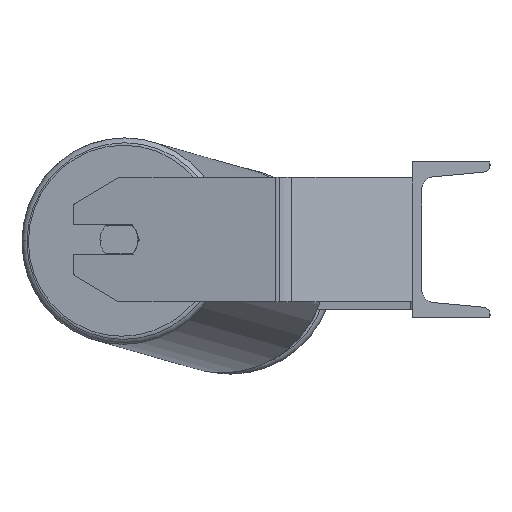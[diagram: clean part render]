
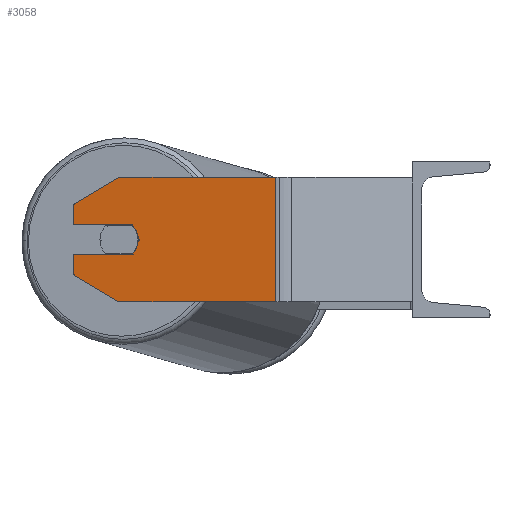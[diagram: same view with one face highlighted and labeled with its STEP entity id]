
A CAD part, left-side view. The second image highlights one B-rep face of the part: STEP entity #3058.
In plain terms, the highlighted planar face has unit normal (-0.985, 0.174, 0).
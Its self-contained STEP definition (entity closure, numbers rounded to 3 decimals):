
#67 = CARTESIAN_POINT ( 'NONE',  ( -608.655, 218.198, 40. ) ) ;
#77 = VERTEX_POINT ( 'NONE', #6852 ) ;
#186 = EDGE_CURVE ( 'NONE', #2376, #2476, #8327, .T. ) ;
#195 = AXIS2_PLACEMENT_3D ( 'NONE', #3085, #2355, #3094 ) ;
#465 = AXIS2_PLACEMENT_3D ( 'NONE', #3205, #6890, #7489 ) ;
#662 = DIRECTION ( 'NONE',  ( -0.15, -0.853, -0.5 ) ) ;
#796 = CARTESIAN_POINT ( 'NONE',  ( -608.655, 218.198, -40. ) ) ;
#850 = VERTEX_POINT ( 'NONE', #1570 ) ;
#881 = ORIENTED_EDGE ( 'NONE', *, *, #3550, .F. ) ;
#890 = DIRECTION ( 'NONE',  ( 0., 0., -1. ) ) ;
#981 = CARTESIAN_POINT ( 'NONE',  ( -608.655, 218.198, 9.5 ) ) ;
#1130 = EDGE_LOOP ( 'NONE', ( #5755, #5123, #5265, #2888, #881, #2230, #7269, #8069, #4462, #7047, #3947 ) ) ;
#1148 = CARTESIAN_POINT ( 'NONE',  ( -631.582, 88.17, 40. ) ) ;
#1161 = VERTEX_POINT ( 'NONE', #981 ) ;
#1179 = DIRECTION ( 'NONE',  ( -0.985, 0.174, 0. ) ) ;
#1239 = CARTESIAN_POINT ( 'NONE',  ( -608.655, 218.198, -9.5 ) ) ;
#1284 = DIRECTION ( 'NONE',  ( -0.174, -0.985, 0. ) ) ;
#1464 = DIRECTION ( 'NONE',  ( 0.15, 0.853, -0.5 ) ) ;
#1559 = CARTESIAN_POINT ( 'NONE',  ( -613.864, 188.653, -40. ) ) ;
#1570 = CARTESIAN_POINT ( 'NONE',  ( -608.655, 218.198, 22.679 ) ) ;
#1812 = LINE ( 'NONE', #2540, #4957 ) ;
#1841 = VECTOR ( 'NONE', #662, 1000. ) ;
#1885 = CARTESIAN_POINT ( 'NONE',  ( -613.864, 188.653, 0. ) ) ;
#2204 = CARTESIAN_POINT ( 'NONE',  ( -608.655, 218.198, 9.5 ) ) ;
#2230 = ORIENTED_EDGE ( 'NONE', *, *, #2475, .T. ) ;
#2295 = DIRECTION ( 'NONE',  ( 0.174, 0.985, 0. ) ) ;
#2355 = DIRECTION ( 'NONE',  ( -0.985, 0.174, 0. ) ) ;
#2376 = VERTEX_POINT ( 'NONE', #6954 ) ;
#2475 = EDGE_CURVE ( 'NONE', #6118, #850, #3584, .T. ) ;
#2476 = VERTEX_POINT ( 'NONE', #1559 ) ;
#2506 = VERTEX_POINT ( 'NONE', #6492 ) ;
#2540 = CARTESIAN_POINT ( 'NONE',  ( -608.655, 218.198, 40. ) ) ;
#2587 = DIRECTION ( 'NONE',  ( 0., 0., -1. ) ) ;
#2625 = CARTESIAN_POINT ( 'NONE',  ( -613.864, 188.653, 40. ) ) ;
#2888 = ORIENTED_EDGE ( 'NONE', *, *, #3340, .F. ) ;
#3058 = ADVANCED_FACE ( 'NONE', ( #4635 ), #4684, .F. ) ;
#3085 = CARTESIAN_POINT ( 'NONE',  ( -613.864, 188.653, 0. ) ) ;
#3094 = DIRECTION ( 'NONE',  ( -0.174, -0.985, 0. ) ) ;
#3205 = CARTESIAN_POINT ( 'NONE',  ( -608.655, 218.198, 40. ) ) ;
#3304 = LINE ( 'NONE', #67, #4761 ) ;
#3340 = EDGE_CURVE ( 'NONE', #3529, #2506, #4532, .T. ) ;
#3529 = VERTEX_POINT ( 'NONE', #6871 ) ;
#3550 = EDGE_CURVE ( 'NONE', #6118, #3529, #4711, .T. ) ;
#3579 = VECTOR ( 'NONE', #2295, 1000. ) ;
#3584 = LINE ( 'NONE', #4376, #6660 ) ;
#3593 = EDGE_CURVE ( 'NONE', #77, #1161, #4749, .T. ) ;
#3699 = DIRECTION ( 'NONE',  ( -0.174, -0.985, 0. ) ) ;
#3778 = VECTOR ( 'NONE', #3699, 1000. ) ;
#3947 = ORIENTED_EDGE ( 'NONE', *, *, #4688, .F. ) ;
#3994 = DIRECTION ( 'NONE',  ( -0.174, -0.985, 0. ) ) ;
#4101 = CARTESIAN_POINT ( 'NONE',  ( -608.655, 218.198, 40. ) ) ;
#4158 = EDGE_CURVE ( 'NONE', #6346, #8367, #7420, .T. ) ;
#4376 = CARTESIAN_POINT ( 'NONE',  ( -608.655, 218.198, 22.679 ) ) ;
#4401 = LINE ( 'NONE', #796, #3778 ) ;
#4462 = ORIENTED_EDGE ( 'NONE', *, *, #4738, .F. ) ;
#4532 = LINE ( 'NONE', #1148, #5064 ) ;
#4635 = FACE_OUTER_BOUND ( 'NONE', #1130, .T. ) ;
#4684 = PLANE ( 'NONE',  #465 ) ;
#4688 = EDGE_CURVE ( 'NONE', #7347, #6346, #7509, .T. ) ;
#4711 = LINE ( 'NONE', #4101, #9033 ) ;
#4738 = EDGE_CURVE ( 'NONE', #8367, #77, #8022, .T. ) ;
#4742 = DIRECTION ( 'NONE',  ( -0.174, -0.985, 0. ) ) ;
#4749 = LINE ( 'NONE', #2204, #3579 ) ;
#4761 = VECTOR ( 'NONE', #890, 1000. ) ;
#4957 = VECTOR ( 'NONE', #2587, 1000. ) ;
#5064 = VECTOR ( 'NONE', #8027, 1000. ) ;
#5123 = ORIENTED_EDGE ( 'NONE', *, *, #186, .T. ) ;
#5265 = ORIENTED_EDGE ( 'NONE', *, *, #6735, .T. ) ;
#5278 = CARTESIAN_POINT ( 'NONE',  ( -616.035, 176.343, 0. ) ) ;
#5513 = EDGE_CURVE ( 'NONE', #850, #1161, #1812, .T. ) ;
#5755 = ORIENTED_EDGE ( 'NONE', *, *, #8889, .T. ) ;
#6043 = CARTESIAN_POINT ( 'NONE',  ( -615.275, 180.653, -9.5 ) ) ;
#6118 = VERTEX_POINT ( 'NONE', #2625 ) ;
#6346 = VERTEX_POINT ( 'NONE', #8706 ) ;
#6348 = CARTESIAN_POINT ( 'NONE',  ( -613.864, 188.653, -40. ) ) ;
#6492 = CARTESIAN_POINT ( 'NONE',  ( -631.582, 88.17, -40. ) ) ;
#6660 = VECTOR ( 'NONE', #1464, 1000. ) ;
#6735 = EDGE_CURVE ( 'NONE', #2476, #2506, #4401, .T. ) ;
#6841 = AXIS2_PLACEMENT_3D ( 'NONE', #1885, #1179, #3994 ) ;
#6852 = CARTESIAN_POINT ( 'NONE',  ( -615.275, 180.653, 9.5 ) ) ;
#6871 = CARTESIAN_POINT ( 'NONE',  ( -631.582, 88.17, 40. ) ) ;
#6890 = DIRECTION ( 'NONE',  ( 0.985, -0.174, 0. ) ) ;
#6954 = CARTESIAN_POINT ( 'NONE',  ( -608.655, 218.198, -22.679 ) ) ;
#7047 = ORIENTED_EDGE ( 'NONE', *, *, #4158, .F. ) ;
#7140 = VECTOR ( 'NONE', #4742, 1000. ) ;
#7269 = ORIENTED_EDGE ( 'NONE', *, *, #5513, .T. ) ;
#7347 = VERTEX_POINT ( 'NONE', #1239 ) ;
#7420 = CIRCLE ( 'NONE', #195, 12.5 ) ;
#7489 = DIRECTION ( 'NONE',  ( 0.174, 0.985, 0. ) ) ;
#7509 = LINE ( 'NONE', #6043, #7140 ) ;
#8022 = CIRCLE ( 'NONE', #6841, 12.5 ) ;
#8027 = DIRECTION ( 'NONE',  ( 0., 0., -1. ) ) ;
#8069 = ORIENTED_EDGE ( 'NONE', *, *, #3593, .F. ) ;
#8327 = LINE ( 'NONE', #6348, #1841 ) ;
#8367 = VERTEX_POINT ( 'NONE', #5278 ) ;
#8706 = CARTESIAN_POINT ( 'NONE',  ( -615.275, 180.653, -9.5 ) ) ;
#8889 = EDGE_CURVE ( 'NONE', #7347, #2376, #3304, .T. ) ;
#9033 = VECTOR ( 'NONE', #1284, 1000. ) ;
